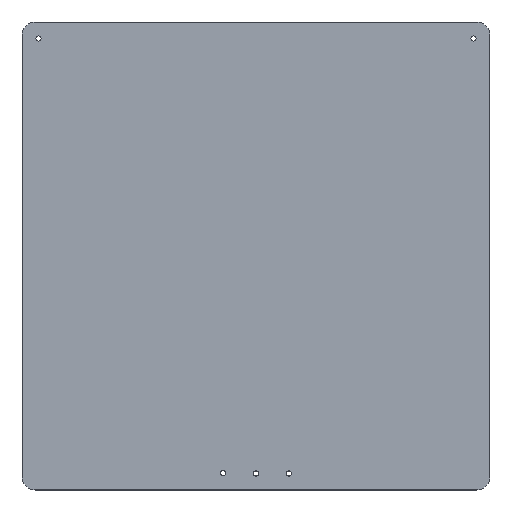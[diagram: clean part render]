
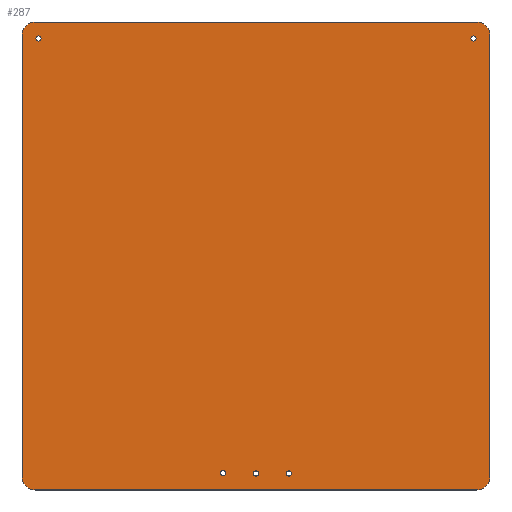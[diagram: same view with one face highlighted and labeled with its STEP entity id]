
A CAD part, top view. The second image highlights one B-rep face of the part: STEP entity #287.
In plain terms, the highlighted planar face has unit normal (0, 0, 1).
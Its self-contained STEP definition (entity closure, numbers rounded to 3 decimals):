
#15=FACE_BOUND('',#51,.T.);
#16=FACE_BOUND('',#52,.T.);
#17=FACE_BOUND('',#53,.T.);
#18=FACE_BOUND('',#54,.T.);
#19=FACE_BOUND('',#55,.T.);
#26=PLANE('',#322);
#35=FACE_OUTER_BOUND('',#50,.T.);
#50=EDGE_LOOP('',(#212,#213,#214,#215,#216,#217,#218,#219));
#51=EDGE_LOOP('',(#220));
#52=EDGE_LOOP('',(#221));
#53=EDGE_LOOP('',(#222));
#54=EDGE_LOOP('',(#223));
#55=EDGE_LOOP('',(#224));
#75=LINE('',#458,#96);
#78=LINE('',#464,#99);
#79=LINE('',#468,#100);
#80=LINE('',#472,#101);
#96=VECTOR('',#371,10.);
#99=VECTOR('',#376,10.);
#100=VECTOR('',#379,10.);
#101=VECTOR('',#382,10.);
#113=CIRCLE('',#313,2.);
#115=CIRCLE('',#316,2.);
#118=CIRCLE('',#320,10.);
#119=CIRCLE('',#323,10.);
#120=CIRCLE('',#324,10.);
#121=CIRCLE('',#325,10.);
#122=CIRCLE('',#326,2.);
#123=CIRCLE('',#327,2.);
#124=CIRCLE('',#328,2.);
#131=VERTEX_POINT('',#436);
#133=VERTEX_POINT('',#442);
#137=VERTEX_POINT('',#451);
#138=VERTEX_POINT('',#453);
#139=VERTEX_POINT('',#457);
#141=VERTEX_POINT('',#463);
#142=VERTEX_POINT('',#465);
#143=VERTEX_POINT('',#467);
#144=VERTEX_POINT('',#469);
#145=VERTEX_POINT('',#471);
#146=VERTEX_POINT('',#474);
#147=VERTEX_POINT('',#476);
#148=VERTEX_POINT('',#478);
#157=EDGE_CURVE('',#131,#131,#113,.T.);
#160=EDGE_CURVE('',#133,#133,#115,.T.);
#165=EDGE_CURVE('',#137,#138,#118,.T.);
#167=EDGE_CURVE('',#139,#138,#75,.F.);
#170=EDGE_CURVE('',#137,#141,#78,.F.);
#171=EDGE_CURVE('',#142,#141,#119,.T.);
#172=EDGE_CURVE('',#142,#143,#79,.F.);
#173=EDGE_CURVE('',#144,#143,#120,.T.);
#174=EDGE_CURVE('',#144,#145,#80,.F.);
#175=EDGE_CURVE('',#139,#145,#121,.T.);
#176=EDGE_CURVE('',#146,#146,#122,.T.);
#177=EDGE_CURVE('',#147,#147,#123,.T.);
#178=EDGE_CURVE('',#148,#148,#124,.T.);
#212=ORIENTED_EDGE('',*,*,#165,.F.);
#213=ORIENTED_EDGE('',*,*,#170,.T.);
#214=ORIENTED_EDGE('',*,*,#171,.F.);
#215=ORIENTED_EDGE('',*,*,#172,.T.);
#216=ORIENTED_EDGE('',*,*,#173,.F.);
#217=ORIENTED_EDGE('',*,*,#174,.T.);
#218=ORIENTED_EDGE('',*,*,#175,.F.);
#219=ORIENTED_EDGE('',*,*,#167,.T.);
#220=ORIENTED_EDGE('',*,*,#157,.T.);
#221=ORIENTED_EDGE('',*,*,#160,.T.);
#222=ORIENTED_EDGE('',*,*,#176,.T.);
#223=ORIENTED_EDGE('',*,*,#177,.T.);
#224=ORIENTED_EDGE('',*,*,#178,.T.);
#287=ADVANCED_FACE('',(#35,#15,#16,#17,#18,#19),#26,.T.);
#313=AXIS2_PLACEMENT_3D('',#437,#349,#350);
#316=AXIS2_PLACEMENT_3D('',#443,#356,#357);
#320=AXIS2_PLACEMENT_3D('',#454,#366,#367);
#322=AXIS2_PLACEMENT_3D('',#462,#374,#375);
#323=AXIS2_PLACEMENT_3D('',#466,#377,#378);
#324=AXIS2_PLACEMENT_3D('',#470,#380,#381);
#325=AXIS2_PLACEMENT_3D('',#473,#383,#384);
#326=AXIS2_PLACEMENT_3D('',#475,#385,#386);
#327=AXIS2_PLACEMENT_3D('',#477,#387,#388);
#328=AXIS2_PLACEMENT_3D('',#479,#389,#390);
#349=DIRECTION('center_axis',(0.,0.,-1.));
#350=DIRECTION('ref_axis',(-1.,0.,0.));
#356=DIRECTION('center_axis',(0.,0.,-1.));
#357=DIRECTION('ref_axis',(-1.,0.,0.));
#366=DIRECTION('center_axis',(0.,0.,-1.));
#367=DIRECTION('ref_axis',(0.707,-0.707,0.));
#371=DIRECTION('',(-1.,0.,0.));
#374=DIRECTION('center_axis',(0.,0.,1.));
#375=DIRECTION('ref_axis',(1.,0.,0.));
#376=DIRECTION('',(0.,-1.,0.));
#377=DIRECTION('center_axis',(0.,0.,-1.));
#378=DIRECTION('ref_axis',(0.707,0.707,0.));
#379=DIRECTION('',(1.,0.,0.));
#380=DIRECTION('center_axis',(0.,0.,-1.));
#381=DIRECTION('ref_axis',(-0.707,0.707,0.));
#382=DIRECTION('',(0.,1.,0.));
#383=DIRECTION('center_axis',(0.,0.,-1.));
#384=DIRECTION('ref_axis',(-0.707,-0.707,0.));
#385=DIRECTION('center_axis',(0.,0.,-1.));
#386=DIRECTION('ref_axis',(1.,0.,0.));
#387=DIRECTION('center_axis',(0.,0.,-1.));
#388=DIRECTION('ref_axis',(1.,0.,0.));
#389=DIRECTION('center_axis',(0.,0.,-1.));
#390=DIRECTION('ref_axis',(1.,0.,0.));
#436=CARTESIAN_POINT('',(-22.998,-155.,9.));
#437=CARTESIAN_POINT('Origin',(-24.998,-155.,9.));
#442=CARTESIAN_POINT('',(27.,-155.349,9.));
#443=CARTESIAN_POINT('Origin',(25.,-155.349,9.));
#451=CARTESIAN_POINT('',(177.5,-157.849,9.));
#453=CARTESIAN_POINT('',(167.5,-167.849,9.));
#454=CARTESIAN_POINT('Origin',(167.5,-157.849,9.));
#457=CARTESIAN_POINT('',(-167.5,-167.849,9.));
#458=CARTESIAN_POINT('',(-82.5,-167.849,9.));
#462=CARTESIAN_POINT('Origin',(0.,9.651,9.));
#463=CARTESIAN_POINT('',(177.5,177.151,9.));
#464=CARTESIAN_POINT('',(177.5,-72.849,9.));
#465=CARTESIAN_POINT('',(167.5,187.151,9.));
#466=CARTESIAN_POINT('Origin',(167.5,177.151,9.));
#467=CARTESIAN_POINT('',(-167.5,187.151,9.));
#468=CARTESIAN_POINT('',(82.5,187.151,9.));
#469=CARTESIAN_POINT('',(-177.5,177.151,9.));
#470=CARTESIAN_POINT('Origin',(-167.5,177.151,9.));
#471=CARTESIAN_POINT('',(-177.5,-157.849,9.));
#472=CARTESIAN_POINT('',(-177.5,92.151,9.));
#473=CARTESIAN_POINT('Origin',(-167.5,-157.849,9.));
#474=CARTESIAN_POINT('',(163.,174.651,9.));
#475=CARTESIAN_POINT('Origin',(165.,174.651,9.));
#476=CARTESIAN_POINT('',(-167.,174.651,9.));
#477=CARTESIAN_POINT('Origin',(-165.,174.651,9.));
#478=CARTESIAN_POINT('',(-2.,-155.349,9.));
#479=CARTESIAN_POINT('Origin',(0.,-155.349,9.));
